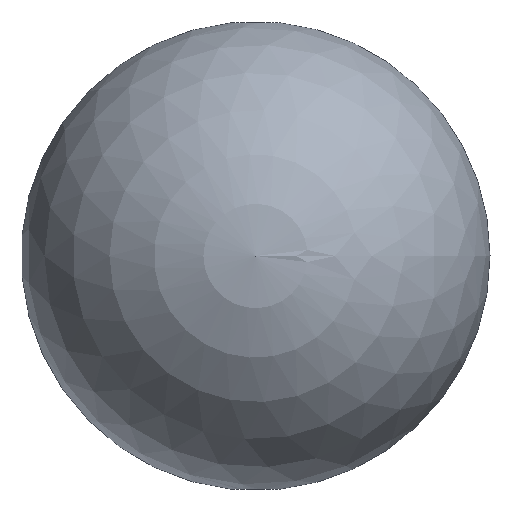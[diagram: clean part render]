
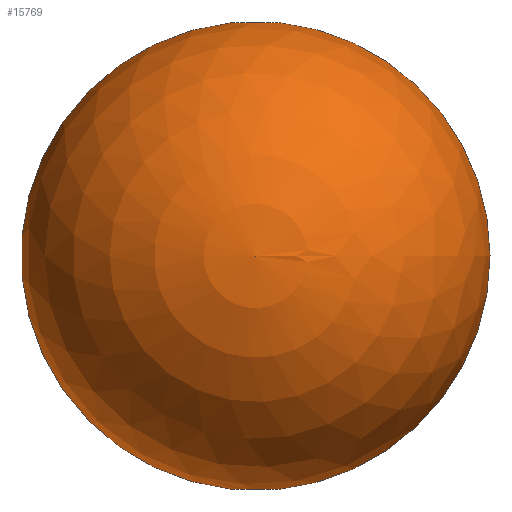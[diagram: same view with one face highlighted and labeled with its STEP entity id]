
A CAD part, left-side view. The second image highlights one B-rep face of the part: STEP entity #15769.
In plain terms, the highlighted spherical face has radius 1513.85 mm.
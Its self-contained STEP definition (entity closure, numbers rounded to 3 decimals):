
#493 = CIRCLE ( 'NONE', #50046, 1513.85 ) ;
#3529 = CARTESIAN_POINT ( 'NONE',  ( 0., 1505.98, 0. ) ) ;
#4327 = DIRECTION ( 'NONE',  ( 0., 0., 1. ) ) ;
#7468 = CARTESIAN_POINT ( 'NONE',  ( -154.165, -1505.98, 0. ) ) ;
#7888 = CIRCLE ( 'NONE', #35318, 154.165 ) ;
#8837 = AXIS2_PLACEMENT_3D ( 'NONE', #63392, #55739, #76975 ) ;
#9841 = DIRECTION ( 'NONE',  ( -1., 0., 0. ) ) ;
#11499 = VERTEX_POINT ( 'NONE', #37871 ) ;
#11533 = DIRECTION ( 'NONE',  ( 0., -1., 0. ) ) ;
#12342 = DIRECTION ( 'NONE',  ( 0., 0., 1. ) ) ;
#14159 = AXIS2_PLACEMENT_3D ( 'NONE', #69261, #48628, #12342 ) ;
#15278 = AXIS2_PLACEMENT_3D ( 'NONE', #42252, #85308, #92827 ) ;
#15769 = ADVANCED_FACE ( 'NONE', ( #70674 ), #75262, .T. ) ;
#18506 = CARTESIAN_POINT ( 'NONE',  ( 0., -1505.98, 154.165 ) ) ;
#19178 = CARTESIAN_POINT ( 'NONE',  ( 0., -1505.98, 0. ) ) ;
#19947 = VERTEX_POINT ( 'NONE', #43816 ) ;
#20015 = CIRCLE ( 'NONE', #75709, 154.165 ) ;
#22949 = AXIS2_PLACEMENT_3D ( 'NONE', #19178, #34060, #4327 ) ;
#23150 = EDGE_CURVE ( 'NONE', #87581, #93730, #7888, .T. ) ;
#31338 = EDGE_CURVE ( 'NONE', #58301, #35170, #60073, .T. ) ;
#31654 = DIRECTION ( 'NONE',  ( 0., 0., -1. ) ) ;
#33156 = EDGE_LOOP ( 'NONE', ( #45205, #39456, #44223, #72967, #49993, #57268 ) ) ;
#33494 = DIRECTION ( 'NONE',  ( 0., -1., 0. ) ) ;
#34060 = DIRECTION ( 'NONE',  ( 0., 1., 0. ) ) ;
#34539 = EDGE_CURVE ( 'NONE', #35170, #11499, #37453, .T. ) ;
#35170 = VERTEX_POINT ( 'NONE', #18506 ) ;
#35318 = AXIS2_PLACEMENT_3D ( 'NONE', #76947, #11533, #69977 ) ;
#37453 = CIRCLE ( 'NONE', #22949, 154.165 ) ;
#37871 = CARTESIAN_POINT ( 'NONE',  ( 154.165, -1505.98, 0. ) ) ;
#37945 = CARTESIAN_POINT ( 'NONE',  ( -154.165, 1505.98, 0. ) ) ;
#39456 = ORIENTED_EDGE ( 'NONE', *, *, #31338, .T. ) ;
#39812 = CARTESIAN_POINT ( 'NONE',  ( 0., 1505.98, 154.165 ) ) ;
#40057 = CARTESIAN_POINT ( 'NONE',  ( 0., 0., 0. ) ) ;
#40756 = DIRECTION ( 'NONE',  ( 0., 0., -1. ) ) ;
#42252 = CARTESIAN_POINT ( 'NONE',  ( 0., 0., 0. ) ) ;
#43816 = CARTESIAN_POINT ( 'NONE',  ( 154.165, 1505.98, 0. ) ) ;
#44223 = ORIENTED_EDGE ( 'NONE', *, *, #34539, .T. ) ;
#45205 = ORIENTED_EDGE ( 'NONE', *, *, #68942, .F. ) ;
#48628 = DIRECTION ( 'NONE',  ( 0., 1., 0. ) ) ;
#49993 = ORIENTED_EDGE ( 'NONE', *, *, #55175, .T. ) ;
#50046 = AXIS2_PLACEMENT_3D ( 'NONE', #40057, #31654, #9841 ) ;
#55175 = EDGE_CURVE ( 'NONE', #19947, #87581, #20015, .T. ) ;
#55739 = DIRECTION ( 'NONE',  ( 0., 0., -1. ) ) ;
#57268 = ORIENTED_EDGE ( 'NONE', *, *, #23150, .T. ) ;
#58301 = VERTEX_POINT ( 'NONE', #7468 ) ;
#60073 = CIRCLE ( 'NONE', #14159, 154.165 ) ;
#63392 = CARTESIAN_POINT ( 'NONE',  ( 0., 0., 0. ) ) ;
#64593 = EDGE_CURVE ( 'NONE', #11499, #19947, #80728, .T. ) ;
#68942 = EDGE_CURVE ( 'NONE', #58301, #93730, #493, .T. ) ;
#69261 = CARTESIAN_POINT ( 'NONE',  ( 0., -1505.98, 0. ) ) ;
#69977 = DIRECTION ( 'NONE',  ( 0., 0., -1. ) ) ;
#70674 = FACE_OUTER_BOUND ( 'NONE', #33156, .T. ) ;
#72967 = ORIENTED_EDGE ( 'NONE', *, *, #64593, .T. ) ;
#75262 = SPHERICAL_SURFACE ( 'NONE', #8837, 1513.85 ) ;
#75709 = AXIS2_PLACEMENT_3D ( 'NONE', #3529, #33494, #40756 ) ;
#76947 = CARTESIAN_POINT ( 'NONE',  ( 0., 1505.98, 0. ) ) ;
#76975 = DIRECTION ( 'NONE',  ( 1., 0., 0. ) ) ;
#80728 = CIRCLE ( 'NONE', #15278, 1513.85 ) ;
#85308 = DIRECTION ( 'NONE',  ( 0., 0., 1. ) ) ;
#87581 = VERTEX_POINT ( 'NONE', #39812 ) ;
#92827 = DIRECTION ( 'NONE',  ( 1., 0., 0. ) ) ;
#93730 = VERTEX_POINT ( 'NONE', #37945 ) ;
